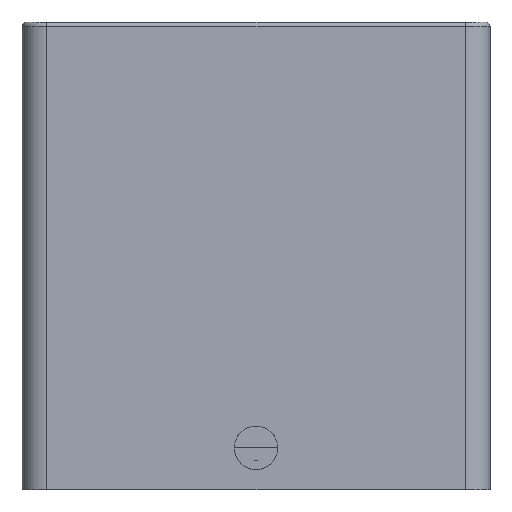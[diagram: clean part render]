
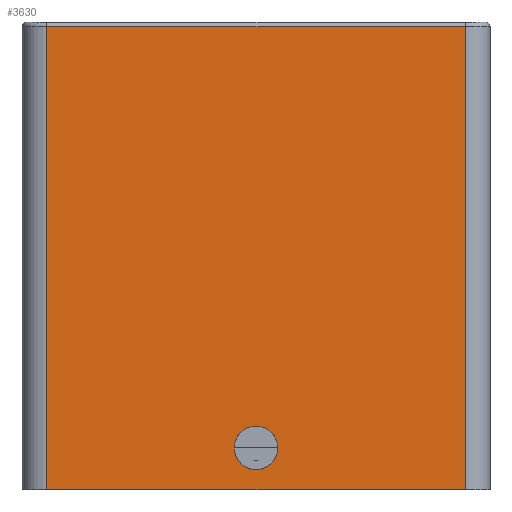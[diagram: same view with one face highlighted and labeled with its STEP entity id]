
A CAD part, left-side view. The second image highlights one B-rep face of the part: STEP entity #3630.
In plain terms, the highlighted planar face has unit normal (-1, 0, 0).
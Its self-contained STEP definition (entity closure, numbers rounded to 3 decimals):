
#501 = CYLINDRICAL_SURFACE('',#502,7.);
#502 = AXIS2_PLACEMENT_3D('',#503,#504,#505);
#503 = CARTESIAN_POINT('',(-105.,0.,13.5));
#504 = DIRECTION('',(-1.,-0.,-0.));
#505 = DIRECTION('',(0.,1.,0.));
#808 = EDGE_CURVE('',#809,#809,#811,.T.);
#809 = VERTEX_POINT('',#810);
#810 = CARTESIAN_POINT('',(-100.,7.,13.5));
#811 = SURFACE_CURVE('',#812,(#817,#824),.PCURVE_S1.);
#812 = CIRCLE('',#813,7.);
#813 = AXIS2_PLACEMENT_3D('',#814,#815,#816);
#814 = CARTESIAN_POINT('',(-100.,0.,13.5));
#815 = DIRECTION('',(-1.,0.,0.));
#816 = DIRECTION('',(0.,1.,0.));
#817 = PCURVE('',#501,#818);
#818 = DEFINITIONAL_REPRESENTATION('',(#819),#823);
#819 = LINE('',#820,#821);
#820 = CARTESIAN_POINT('',(-6.283,-5.));
#821 = VECTOR('',#822,1.);
#822 = DIRECTION('',(1.,-0.));
#823 = ( GEOMETRIC_REPRESENTATION_CONTEXT(2) 
PARAMETRIC_REPRESENTATION_CONTEXT() REPRESENTATION_CONTEXT('2D SPACE',''
  ) );
#824 = PCURVE('',#825,#830);
#825 = PLANE('',#826);
#826 = AXIS2_PLACEMENT_3D('',#827,#828,#829);
#827 = CARTESIAN_POINT('',(-100.,-75.,0.));
#828 = DIRECTION('',(1.,0.,0.));
#829 = DIRECTION('',(0.,0.,1.));
#830 = DEFINITIONAL_REPRESENTATION('',(#831),#839);
#831 = ( BOUNDED_CURVE() B_SPLINE_CURVE(2,(#832,#833,#834,#835,#836,#837
,#838),.UNSPECIFIED.,.T.,.F.) B_SPLINE_CURVE_WITH_KNOTS((1,2,2,2,2,1),(
    -2.094,0.,2.094,4.189,6.283,
8.378),.UNSPECIFIED.) CURVE() GEOMETRIC_REPRESENTATION_ITEM() 
RATIONAL_B_SPLINE_CURVE((1.,0.5,1.,0.5,1.,0.5,1.)) REPRESENTATION_ITEM(
  '') );
#832 = CARTESIAN_POINT('',(13.5,-82.));
#833 = CARTESIAN_POINT('',(1.376,-82.));
#834 = CARTESIAN_POINT('',(7.438,-71.5));
#835 = CARTESIAN_POINT('',(13.5,-61.));
#836 = CARTESIAN_POINT('',(19.562,-71.5));
#837 = CARTESIAN_POINT('',(25.624,-82.));
#838 = CARTESIAN_POINT('',(13.5,-82.));
#839 = ( GEOMETRIC_REPRESENTATION_CONTEXT(2) 
PARAMETRIC_REPRESENTATION_CONTEXT() REPRESENTATION_CONTEXT('2D SPACE',''
  ) );
#3285 = CYLINDRICAL_SURFACE('',#3286,1.5);
#3286 = AXIS2_PLACEMENT_3D('',#3287,#3288,#3289);
#3287 = CARTESIAN_POINT('',(-98.5,-67.,148.5));
#3288 = DIRECTION('',(0.,1.,0.));
#3289 = DIRECTION('',(-1.,0.,0.));
#3630 = ADVANCED_FACE('',(#3631,#3740),#825,.F.);
#3631 = FACE_BOUND('',#3632,.F.);
#3632 = EDGE_LOOP('',(#3633,#3663,#3691,#3719));
#3633 = ORIENTED_EDGE('',*,*,#3634,.F.);
#3634 = EDGE_CURVE('',#3635,#3637,#3639,.T.);
#3635 = VERTEX_POINT('',#3636);
#3636 = CARTESIAN_POINT('',(-100.,-67.,0.));
#3637 = VERTEX_POINT('',#3638);
#3638 = CARTESIAN_POINT('',(-100.,-67.,148.5));
#3639 = SURFACE_CURVE('',#3640,(#3644,#3651),.PCURVE_S1.);
#3640 = LINE('',#3641,#3642);
#3641 = CARTESIAN_POINT('',(-100.,-67.,0.));
#3642 = VECTOR('',#3643,1.);
#3643 = DIRECTION('',(0.,0.,1.));
#3644 = PCURVE('',#825,#3645);
#3645 = DEFINITIONAL_REPRESENTATION('',(#3646),#3650);
#3646 = LINE('',#3647,#3648);
#3647 = CARTESIAN_POINT('',(0.,-8.));
#3648 = VECTOR('',#3649,1.);
#3649 = DIRECTION('',(1.,0.));
#3650 = ( GEOMETRIC_REPRESENTATION_CONTEXT(2) 
PARAMETRIC_REPRESENTATION_CONTEXT() REPRESENTATION_CONTEXT('2D SPACE',''
  ) );
#3651 = PCURVE('',#3652,#3657);
#3652 = CYLINDRICAL_SURFACE('',#3653,8.);
#3653 = AXIS2_PLACEMENT_3D('',#3654,#3655,#3656);
#3654 = CARTESIAN_POINT('',(-92.,-67.,0.));
#3655 = DIRECTION('',(0.,0.,1.));
#3656 = DIRECTION('',(-1.,-0.,0.));
#3657 = DEFINITIONAL_REPRESENTATION('',(#3658),#3662);
#3658 = LINE('',#3659,#3660);
#3659 = CARTESIAN_POINT('',(0.,0.));
#3660 = VECTOR('',#3661,1.);
#3661 = DIRECTION('',(0.,1.));
#3662 = ( GEOMETRIC_REPRESENTATION_CONTEXT(2) 
PARAMETRIC_REPRESENTATION_CONTEXT() REPRESENTATION_CONTEXT('2D SPACE',''
  ) );
#3663 = ORIENTED_EDGE('',*,*,#3664,.T.);
#3664 = EDGE_CURVE('',#3635,#3665,#3667,.T.);
#3665 = VERTEX_POINT('',#3666);
#3666 = CARTESIAN_POINT('',(-100.,67.,0.));
#3667 = SURFACE_CURVE('',#3668,(#3672,#3679),.PCURVE_S1.);
#3668 = LINE('',#3669,#3670);
#3669 = CARTESIAN_POINT('',(-100.,-75.,0.));
#3670 = VECTOR('',#3671,1.);
#3671 = DIRECTION('',(0.,1.,0.));
#3672 = PCURVE('',#825,#3673);
#3673 = DEFINITIONAL_REPRESENTATION('',(#3674),#3678);
#3674 = LINE('',#3675,#3676);
#3675 = CARTESIAN_POINT('',(0.,0.));
#3676 = VECTOR('',#3677,1.);
#3677 = DIRECTION('',(0.,-1.));
#3678 = ( GEOMETRIC_REPRESENTATION_CONTEXT(2) 
PARAMETRIC_REPRESENTATION_CONTEXT() REPRESENTATION_CONTEXT('2D SPACE',''
  ) );
#3679 = PCURVE('',#3680,#3685);
#3680 = PLANE('',#3681);
#3681 = AXIS2_PLACEMENT_3D('',#3682,#3683,#3684);
#3682 = CARTESIAN_POINT('',(-100.,-75.,0.));
#3683 = DIRECTION('',(0.,0.,1.));
#3684 = DIRECTION('',(1.,0.,0.));
#3685 = DEFINITIONAL_REPRESENTATION('',(#3686),#3690);
#3686 = LINE('',#3687,#3688);
#3687 = CARTESIAN_POINT('',(0.,0.));
#3688 = VECTOR('',#3689,1.);
#3689 = DIRECTION('',(0.,1.));
#3690 = ( GEOMETRIC_REPRESENTATION_CONTEXT(2) 
PARAMETRIC_REPRESENTATION_CONTEXT() REPRESENTATION_CONTEXT('2D SPACE',''
  ) );
#3691 = ORIENTED_EDGE('',*,*,#3692,.T.);
#3692 = EDGE_CURVE('',#3665,#3693,#3695,.T.);
#3693 = VERTEX_POINT('',#3694);
#3694 = CARTESIAN_POINT('',(-100.,67.,148.5));
#3695 = SURFACE_CURVE('',#3696,(#3700,#3707),.PCURVE_S1.);
#3696 = LINE('',#3697,#3698);
#3697 = CARTESIAN_POINT('',(-100.,67.,0.));
#3698 = VECTOR('',#3699,1.);
#3699 = DIRECTION('',(0.,0.,1.));
#3700 = PCURVE('',#825,#3701);
#3701 = DEFINITIONAL_REPRESENTATION('',(#3702),#3706);
#3702 = LINE('',#3703,#3704);
#3703 = CARTESIAN_POINT('',(0.,-142.));
#3704 = VECTOR('',#3705,1.);
#3705 = DIRECTION('',(1.,0.));
#3706 = ( GEOMETRIC_REPRESENTATION_CONTEXT(2) 
PARAMETRIC_REPRESENTATION_CONTEXT() REPRESENTATION_CONTEXT('2D SPACE',''
  ) );
#3707 = PCURVE('',#3708,#3713);
#3708 = CYLINDRICAL_SURFACE('',#3709,8.);
#3709 = AXIS2_PLACEMENT_3D('',#3710,#3711,#3712);
#3710 = CARTESIAN_POINT('',(-92.,67.,0.));
#3711 = DIRECTION('',(0.,0.,1.));
#3712 = DIRECTION('',(-1.,-0.,0.));
#3713 = DEFINITIONAL_REPRESENTATION('',(#3714),#3718);
#3714 = LINE('',#3715,#3716);
#3715 = CARTESIAN_POINT('',(-0.,0.));
#3716 = VECTOR('',#3717,1.);
#3717 = DIRECTION('',(-0.,1.));
#3718 = ( GEOMETRIC_REPRESENTATION_CONTEXT(2) 
PARAMETRIC_REPRESENTATION_CONTEXT() REPRESENTATION_CONTEXT('2D SPACE',''
  ) );
#3719 = ORIENTED_EDGE('',*,*,#3720,.F.);
#3720 = EDGE_CURVE('',#3637,#3693,#3721,.T.);
#3721 = SURFACE_CURVE('',#3722,(#3726,#3733),.PCURVE_S1.);
#3722 = LINE('',#3723,#3724);
#3723 = CARTESIAN_POINT('',(-100.,-67.,148.5));
#3724 = VECTOR('',#3725,1.);
#3725 = DIRECTION('',(0.,1.,0.));
#3726 = PCURVE('',#825,#3727);
#3727 = DEFINITIONAL_REPRESENTATION('',(#3728),#3732);
#3728 = LINE('',#3729,#3730);
#3729 = CARTESIAN_POINT('',(148.5,-8.));
#3730 = VECTOR('',#3731,1.);
#3731 = DIRECTION('',(0.,-1.));
#3732 = ( GEOMETRIC_REPRESENTATION_CONTEXT(2) 
PARAMETRIC_REPRESENTATION_CONTEXT() REPRESENTATION_CONTEXT('2D SPACE',''
  ) );
#3733 = PCURVE('',#3285,#3734);
#3734 = DEFINITIONAL_REPRESENTATION('',(#3735),#3739);
#3735 = LINE('',#3736,#3737);
#3736 = CARTESIAN_POINT('',(0.,0.));
#3737 = VECTOR('',#3738,1.);
#3738 = DIRECTION('',(0.,1.));
#3739 = ( GEOMETRIC_REPRESENTATION_CONTEXT(2) 
PARAMETRIC_REPRESENTATION_CONTEXT() REPRESENTATION_CONTEXT('2D SPACE',''
  ) );
#3740 = FACE_BOUND('',#3741,.F.);
#3741 = EDGE_LOOP('',(#3742));
#3742 = ORIENTED_EDGE('',*,*,#808,.T.);
